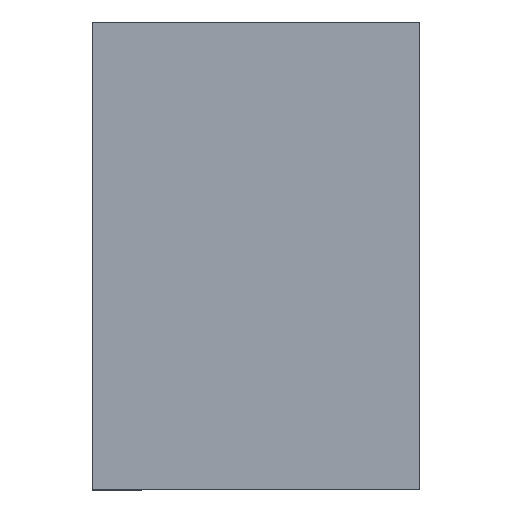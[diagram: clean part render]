
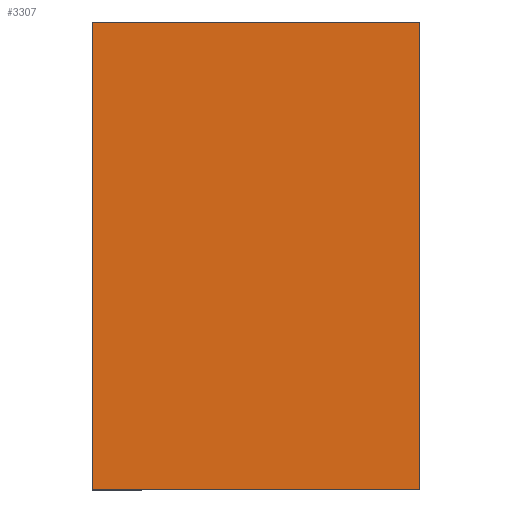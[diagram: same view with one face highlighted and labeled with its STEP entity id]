
A CAD part, left-side view. The second image highlights one B-rep face of the part: STEP entity #3307.
In plain terms, the highlighted planar face has unit normal (-1, 0, 0).
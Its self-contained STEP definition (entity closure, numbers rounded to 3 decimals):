
#227 = VERTEX_POINT ( 'NONE', #1720 ) ;
#585 = CARTESIAN_POINT ( 'NONE',  ( -0.5, 0., -0.25 ) ) ;
#670 = DIRECTION ( 'NONE',  ( 0., -1., 0. ) ) ;
#855 = CARTESIAN_POINT ( 'NONE',  ( -0.5, 0.35, -0.25 ) ) ;
#996 = CARTESIAN_POINT ( 'NONE',  ( -0.5, 0.35, 0.25 ) ) ;
#1004 = AXIS2_PLACEMENT_3D ( 'NONE', #5211, #1090, #3102 ) ;
#1031 = VERTEX_POINT ( 'NONE', #1798 ) ;
#1090 = DIRECTION ( 'NONE',  ( 1., 0., 0. ) ) ;
#1096 = CARTESIAN_POINT ( 'NONE',  ( -0.5, 0.35, 0.25 ) ) ;
#1286 = LINE ( 'NONE', #1096, #5303 ) ;
#1466 = EDGE_CURVE ( 'NONE', #4692, #1031, #3251, .T. ) ;
#1720 = CARTESIAN_POINT ( 'NONE',  ( -0.5, 0., 0.25 ) ) ;
#1792 = DIRECTION ( 'NONE',  ( 0., 0., 1. ) ) ;
#1798 = CARTESIAN_POINT ( 'NONE',  ( -0.5, 0.35, 0.25 ) ) ;
#1909 = PLANE ( 'NONE',  #1004 ) ;
#2125 = ORIENTED_EDGE ( 'NONE', *, *, #2894, .F. ) ;
#2164 = EDGE_CURVE ( 'NONE', #4692, #2716, #3932, .T. ) ;
#2230 = VECTOR ( 'NONE', #670, 1000. ) ;
#2347 = CARTESIAN_POINT ( 'NONE',  ( -0.5, 0.35, -0.25 ) ) ;
#2661 = ORIENTED_EDGE ( 'NONE', *, *, #2164, .T. ) ;
#2716 = VERTEX_POINT ( 'NONE', #585 ) ;
#2773 = ORIENTED_EDGE ( 'NONE', *, *, #1466, .F. ) ;
#2894 = EDGE_CURVE ( 'NONE', #1031, #227, #1286, .T. ) ;
#3102 = DIRECTION ( 'NONE',  ( 0., 0., -1. ) ) ;
#3251 = LINE ( 'NONE', #996, #3525 ) ;
#3307 = ADVANCED_FACE ( 'NONE', ( #4267 ), #1909, .F. ) ;
#3525 = VECTOR ( 'NONE', #1792, 1000. ) ;
#3564 = EDGE_CURVE ( 'NONE', #2716, #227, #4261, .T. ) ;
#3897 = DIRECTION ( 'NONE',  ( 0., 0., 1. ) ) ;
#3932 = LINE ( 'NONE', #2347, #2230 ) ;
#4205 = VECTOR ( 'NONE', #3897, 1000. ) ;
#4261 = LINE ( 'NONE', #4285, #4205 ) ;
#4267 = FACE_OUTER_BOUND ( 'NONE', #4535, .T. ) ;
#4285 = CARTESIAN_POINT ( 'NONE',  ( -0.5, 0., 0.25 ) ) ;
#4535 = EDGE_LOOP ( 'NONE', ( #4572, #2125, #2773, #2661 ) ) ;
#4572 = ORIENTED_EDGE ( 'NONE', *, *, #3564, .T. ) ;
#4692 = VERTEX_POINT ( 'NONE', #855 ) ;
#5211 = CARTESIAN_POINT ( 'NONE',  ( -0.5, 0.35, 0.25 ) ) ;
#5300 = DIRECTION ( 'NONE',  ( 0., -1., 0. ) ) ;
#5303 = VECTOR ( 'NONE', #5300, 1000. ) ;
